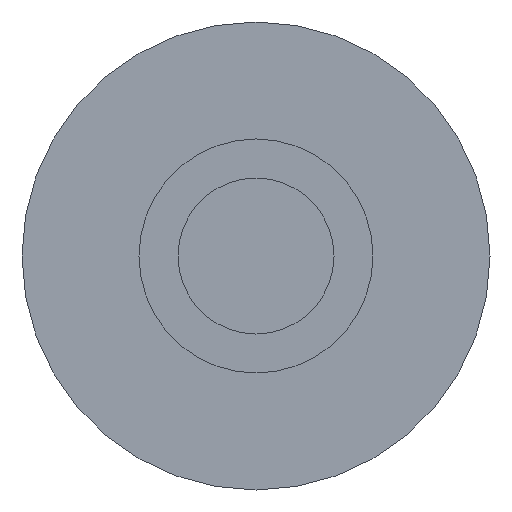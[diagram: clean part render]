
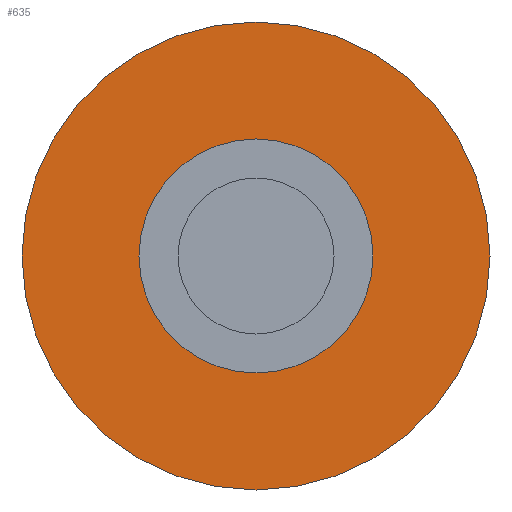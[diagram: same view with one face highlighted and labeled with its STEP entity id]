
A CAD part, left-side view. The second image highlights one B-rep face of the part: STEP entity #635.
In plain terms, the highlighted planar face has unit normal (-1, 0, 0).
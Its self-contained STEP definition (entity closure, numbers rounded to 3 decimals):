
#342=CARTESIAN_POINT('',(0.,0.,0.));
#343=DIRECTION('',(1.,0.,0.));
#344=DIRECTION('',(0.,1.,0.));
#345=AXIS2_PLACEMENT_3D('',#342,#343,#344);
#347=CARTESIAN_POINT('',(0.,0.,0.));
#348=DIRECTION('',(-1.,0.,0.));
#349=DIRECTION('',(0.,1.,0.));
#350=AXIS2_PLACEMENT_3D('',#347,#348,#349);
#352=CARTESIAN_POINT('',(0.,0.,0.));
#353=DIRECTION('',(-1.,0.,0.));
#354=DIRECTION('',(0.,1.,0.));
#355=AXIS2_PLACEMENT_3D('',#352,#353,#354);
#361=CARTESIAN_POINT('',(0.,0.,0.));
#362=DIRECTION('',(1.,0.,0.));
#363=DIRECTION('',(0.,1.,0.));
#364=AXIS2_PLACEMENT_3D('',#361,#362,#363);
#397=CARTESIAN_POINT('',(0.,3.,0.));
#399=VERTEX_POINT('',#397);
#400=CARTESIAN_POINT('',(0.,1.5,0.));
#402=VERTEX_POINT('',#400);
#405=CARTESIAN_POINT('',(0.,-3.,0.));
#407=VERTEX_POINT('',#405);
#408=CARTESIAN_POINT('',(0.,-1.5,0.));
#410=VERTEX_POINT('',#408);
#620=CARTESIAN_POINT('',(0.,0.,0.));
#621=DIRECTION('',(-1.,0.,0.));
#622=DIRECTION('',(0.,1.,0.));
#623=AXIS2_PLACEMENT_3D('',#620,#621,#622);
#624=PLANE('',#623);
#625=ORIENTED_EDGE('',*,*,#615,.T.);
#626=ORIENTED_EDGE('',*,*,#599,.F.);
#627=EDGE_LOOP('',(#625,#626));
#628=FACE_OUTER_BOUND('',#627,.F.);
#630=ORIENTED_EDGE('',*,*,#629,.T.);
#632=ORIENTED_EDGE('',*,*,#631,.F.);
#633=EDGE_LOOP('',(#630,#632));
#634=FACE_BOUND('',#633,.F.);
#346=CIRCLE('',#345,3.);
#351=CIRCLE('',#350,3.);
#356=CIRCLE('',#355,1.5);
#365=CIRCLE('',#364,1.5);
#599=EDGE_CURVE('',#399,#407,#351,.T.);
#615=EDGE_CURVE('',#399,#407,#346,.T.);
#629=EDGE_CURVE('',#402,#410,#356,.T.);
#631=EDGE_CURVE('',#402,#410,#365,.T.);
#635=ADVANCED_FACE('',(#628,#634),#624,.T.);
